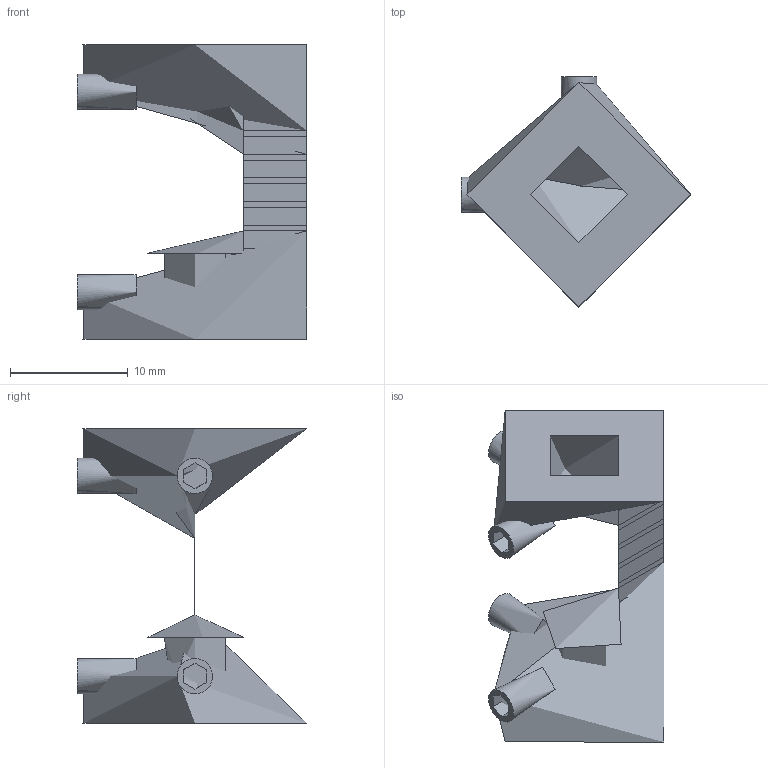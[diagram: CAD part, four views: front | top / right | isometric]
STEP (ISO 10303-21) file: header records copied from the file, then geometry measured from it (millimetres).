
FILE_DESCRIPTION(('FreeCAD Model'),'2;1');
FILE_NAME( 'CouplingD19L25.step', '2021-03-06T13:51:13',('Author'),(''), 'Open CASCADE STEP processor 7.4','FreeCAD','Unknown');
FILE_SCHEMA(('AUTOMOTIVE_DESIGN { 1 0 10303 214 1 1 1 1 }'));
Length unit declared in the file: millimetre
Products named in the file (7): Part; Body; Body001; Body002; Body003; Body004; MainAxis
Assembly tree (6 placements, depth 2):
  Part
    Body
    Body001
    Body002
    Body003
    Body004
    MainAxis
Bounding box: 19.5 x 19.5 x 25 mm (x, y, z)
Volume: 5362.2 mm3; surface area: 5170.8 mm2
Topology: 5 solids, 5 shells, 73 faces, 158 edges, 97 vertices
Faces by surface type: plane 41, cylinder 21, bspline 11
Full cylindrical faces by diameter (mm): 3 x8, 5.2 x1, 8.2 x5, 19 x6
Entity records: 5071 total; most frequent: CARTESIAN_POINT 3410, ORIENTED_EDGE 314, DIRECTION 267, EDGE_CURVE 157, LINE 101, VECTOR 101, VERTEX_POINT 97, FACE_BOUND 88
